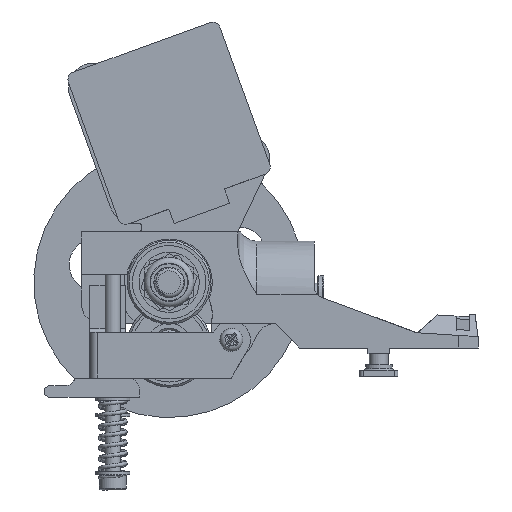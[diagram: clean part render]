
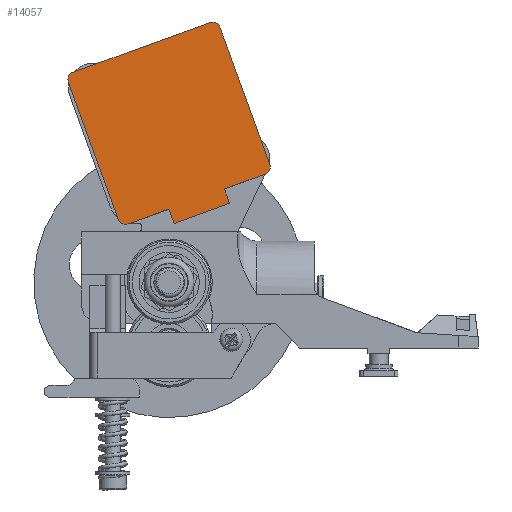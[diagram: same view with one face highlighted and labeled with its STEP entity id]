
A CAD part, left-side view. The second image highlights one B-rep face of the part: STEP entity #14057.
In plain terms, the highlighted face is planar.
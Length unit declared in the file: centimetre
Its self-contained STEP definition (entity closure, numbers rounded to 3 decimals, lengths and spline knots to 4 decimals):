
#3577=CIRCLE('',#14791,0.2);
#3582=CIRCLE('',#14799,0.2);
#3583=CIRCLE('',#14801,0.2);
#3584=CIRCLE('',#14803,0.2);
#4017=VERTEX_POINT('',#18889);
#4020=VERTEX_POINT('',#18894);
#4023=VERTEX_POINT('',#18904);
#4024=VERTEX_POINT('',#18906);
#4025=VERTEX_POINT('',#18912);
#4028=VERTEX_POINT('',#18918);
#4041=VERTEX_POINT('',#18957);
#4042=VERTEX_POINT('',#18958);
#4049=VERTEX_POINT('',#18977);
#4050=VERTEX_POINT('',#18981);
#4051=VERTEX_POINT('',#18985);
#4052=VERTEX_POINT('',#18989);
#5189=VECTOR('',#15987,1.);
#5194=VECTOR('',#15994,1.);
#5196=VECTOR('',#15997,1.);
#5197=VECTOR('',#15999,1.);
#5206=VECTOR('',#16064,1.);
#5211=VECTOR('',#16082,1.);
#5212=VECTOR('',#16084,1.);
#6140=LINE('',#18895,#5189);
#6145=LINE('',#18905,#5194);
#6147=LINE('',#18909,#5196);
#6148=LINE('',#18911,#5197);
#6157=LINE('',#18976,#5206);
#6162=LINE('',#18992,#5211);
#6163=LINE('',#18994,#5212);
#7119=EDGE_CURVE('',#4020,#4017,#6140,.T.);
#7124=EDGE_CURVE('',#4024,#4023,#6145,.T.);
#7126=EDGE_CURVE('',#4023,#4017,#6147,.T.);
#7127=EDGE_CURVE('',#4024,#4025,#6148,.T.);
#7131=EDGE_CURVE('',#4028,#4020,#6148,.T.);
#7144=EDGE_CURVE('',#4041,#4042,#3577,.T.);
#7154=EDGE_CURVE('',#4042,#4049,#6157,.T.);
#7156=EDGE_CURVE('',#4049,#4050,#3582,.T.);
#7158=EDGE_CURVE('',#4025,#4051,#3583,.T.);
#7160=EDGE_CURVE('',#4052,#4028,#3584,.T.);
#7162=EDGE_CURVE('',#4050,#4052,#6162,.T.);
#7163=EDGE_CURVE('',#4051,#4041,#6163,.T.);
#8987=ORIENTED_EDGE('',*,*,#7144,.F.);
#8988=ORIENTED_EDGE('',*,*,#7163,.F.);
#8989=ORIENTED_EDGE('',*,*,#7158,.F.);
#8990=ORIENTED_EDGE('',*,*,#7127,.F.);
#8991=ORIENTED_EDGE('',*,*,#7124,.T.);
#8992=ORIENTED_EDGE('',*,*,#7126,.T.);
#8993=ORIENTED_EDGE('',*,*,#7119,.F.);
#8994=ORIENTED_EDGE('',*,*,#7131,.F.);
#8995=ORIENTED_EDGE('',*,*,#7160,.F.);
#8996=ORIENTED_EDGE('',*,*,#7162,.F.);
#8997=ORIENTED_EDGE('',*,*,#7156,.F.);
#8998=ORIENTED_EDGE('',*,*,#7154,.F.);
#12297=EDGE_LOOP('',(#8987,#8988,#8989,#8990,#8991,#8992,#8993,#8994,#8995,
#8996,#8997,#8998));
#13202=FACE_BOUND('',#12297,.T.);
#14057=ADVANCED_FACE('',(#13202),#32090,.F.);
#14791=AXIS2_PLACEMENT_3D('',#18956,#16047,#16048);
#14799=AXIS2_PLACEMENT_3D('',#18980,#16068,#16069);
#14801=AXIS2_PLACEMENT_3D('',#18984,#16073,#16074);
#14803=AXIS2_PLACEMENT_3D('',#18988,#16078,#16079);
#14806=AXIS2_PLACEMENT_3D('',#18995,#16085,$);
#15987=DIRECTION('',(0.,1.,0.));
#15994=DIRECTION('',(0.,1.,0.));
#15997=DIRECTION('',(1.,0.,0.));
#15999=DIRECTION('',(-1.,0.,0.));
#16047=DIRECTION('',(0.,0.,1.));
#16048=DIRECTION('',(-0.141,-0.141,0.));
#16064=DIRECTION('',(1.,0.,0.));
#16068=DIRECTION('',(0.,0.,1.));
#16069=DIRECTION('',(0.141,-0.141,0.));
#16073=DIRECTION('',(0.,0.,1.));
#16074=DIRECTION('',(-0.141,0.141,0.));
#16078=DIRECTION('',(0.,0.,1.));
#16079=DIRECTION('',(0.141,0.141,0.));
#16082=DIRECTION('',(0.,1.,0.));
#16084=DIRECTION('',(0.,-1.,0.));
#16085=DIRECTION('',(0.,0.,1.));
#18889=CARTESIAN_POINT('',(0.775,2.515,-3.9));
#18894=CARTESIAN_POINT('',(0.775,2.115,-3.9));
#18895=CARTESIAN_POINT('',(0.775,2.115,-3.9));
#18904=CARTESIAN_POINT('',(-0.775,2.515,-3.9));
#18905=CARTESIAN_POINT('',(-0.775,2.115,-3.9));
#18906=CARTESIAN_POINT('',(-0.775,2.115,-3.9));
#18909=CARTESIAN_POINT('',(0.775,2.515,-3.9));
#18911=CARTESIAN_POINT('',(2.115,2.115,-3.9));
#18912=CARTESIAN_POINT('',(-1.915,2.115,-3.9));
#18918=CARTESIAN_POINT('',(1.915,2.115,-3.9));
#18956=CARTESIAN_POINT('',(-1.915,-1.915,-3.9));
#18957=CARTESIAN_POINT('',(-2.115,-1.915,-3.9));
#18958=CARTESIAN_POINT('',(-1.915,-2.115,-3.9));
#18976=CARTESIAN_POINT('',(-2.115,-2.115,-3.9));
#18977=CARTESIAN_POINT('',(1.915,-2.115,-3.9));
#18980=CARTESIAN_POINT('',(1.915,-1.915,-3.9));
#18981=CARTESIAN_POINT('',(2.115,-1.915,-3.9));
#18984=CARTESIAN_POINT('',(-1.915,1.915,-3.9));
#18985=CARTESIAN_POINT('',(-2.115,1.915,-3.9));
#18988=CARTESIAN_POINT('',(1.915,1.915,-3.9));
#18989=CARTESIAN_POINT('',(2.115,1.915,-3.9));
#18992=CARTESIAN_POINT('',(2.115,-2.115,-3.9));
#18994=CARTESIAN_POINT('',(-2.115,2.115,-3.9));
#18995=CARTESIAN_POINT('',(0.,0.,-3.9));
#32090=PLANE('',#14806);
